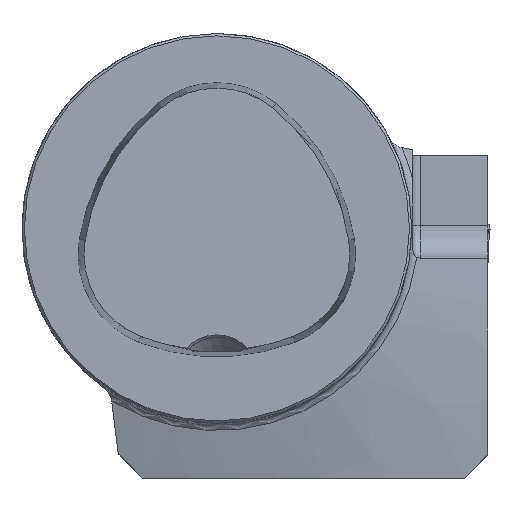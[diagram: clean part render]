
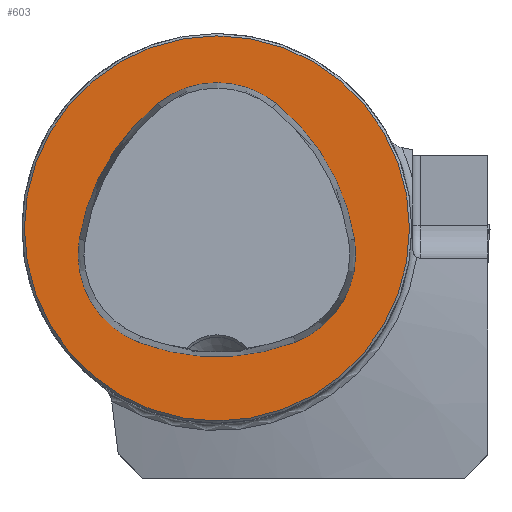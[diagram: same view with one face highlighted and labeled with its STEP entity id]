
A CAD part, top view. The second image highlights one B-rep face of the part: STEP entity #603.
In plain terms, the highlighted planar face has unit normal (0, 0, 1).
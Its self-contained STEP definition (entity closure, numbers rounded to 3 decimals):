
#120=FACE_BOUND('',#842,.T.);
#121=FACE_BOUND('',#843,.T.);
#172=PLANE('',#2286);
#603=ADVANCED_FACE('CU_FL_N1_SU_1',(#120,#121),#172,.T.);
#842=EDGE_LOOP('',(#1135,#1136,#1137,#1138,#1139,#1140));
#843=EDGE_LOOP('',(#1141));
#954=CIRCLE('',#2277,28.075);
#956=CIRCLE('',#2280,28.075);
#957=CIRCLE('',#2281,12.075);
#958=CIRCLE('',#2282,12.075);
#959=CIRCLE('',#2283,28.075);
#960=CIRCLE('',#2284,12.075);
#961=CIRCLE('',#2285,24.7);
#1135=ORIENTED_EDGE('',*,*,#1915,.F.);
#1136=ORIENTED_EDGE('',*,*,#1916,.F.);
#1137=ORIENTED_EDGE('',*,*,#1908,.F.);
#1138=ORIENTED_EDGE('',*,*,#1917,.F.);
#1139=ORIENTED_EDGE('',*,*,#1918,.F.);
#1140=ORIENTED_EDGE('',*,*,#1919,.F.);
#1141=ORIENTED_EDGE('',*,*,#1920,.T.);
#1689=VERTEX_POINT('',#3463);
#1690=VERTEX_POINT('',#3465);
#1696=VERTEX_POINT('',#3497);
#1697=VERTEX_POINT('',#3498);
#1698=VERTEX_POINT('',#3501);
#1699=VERTEX_POINT('',#3503);
#1700=VERTEX_POINT('',#3506);
#1908=EDGE_CURVE('',#1689,#1690,#954,.T.);
#1915=EDGE_CURVE('',#1696,#1697,#956,.T.);
#1916=EDGE_CURVE('',#1690,#1696,#957,.T.);
#1917=EDGE_CURVE('',#1698,#1689,#958,.T.);
#1918=EDGE_CURVE('',#1699,#1698,#959,.T.);
#1919=EDGE_CURVE('',#1697,#1699,#960,.T.);
#1920=EDGE_CURVE('',#1700,#1700,#961,.T.);
#2277=AXIS2_PLACEMENT_3D('',#3464,#2551,#2552);
#2280=AXIS2_PLACEMENT_3D('',#3496,#2558,#2559);
#2281=AXIS2_PLACEMENT_3D('',#3499,#2560,#2561);
#2282=AXIS2_PLACEMENT_3D('',#3500,#2562,#2563);
#2283=AXIS2_PLACEMENT_3D('',#3502,#2564,#2565);
#2284=AXIS2_PLACEMENT_3D('',#3504,#2566,#2567);
#2285=AXIS2_PLACEMENT_3D('',#3505,#2568,#2569);
#2286=AXIS2_PLACEMENT_3D('',#3507,#2570,#2571);
#2551=DIRECTION('',(0.,0.,1.));
#2552=DIRECTION('',(-1.,0.,0.));
#2558=DIRECTION('',(0.,0.,1.));
#2559=DIRECTION('',(-1.,0.,0.));
#2560=DIRECTION('',(0.,0.,1.));
#2561=DIRECTION('',(-1.,0.,0.));
#2562=DIRECTION('',(0.,0.,1.));
#2563=DIRECTION('',(-1.,0.,0.));
#2564=DIRECTION('',(0.,0.,1.));
#2565=DIRECTION('',(-1.,0.,0.));
#2566=DIRECTION('',(0.,0.,1.));
#2567=DIRECTION('',(-1.,0.,0.));
#2568=DIRECTION('',(0.,0.,1.));
#2569=DIRECTION('',(-1.,0.,0.));
#2570=DIRECTION('',(0.,0.,1.));
#2571=DIRECTION('',(-1.,0.,0.));
#3463=CARTESIAN_POINT('',(-10.05,-14.595,0.));
#3464=CARTESIAN_POINT('',(0.,11.62,0.));
#3465=CARTESIAN_POINT('',(10.05,-14.595,0.));
#3496=CARTESIAN_POINT('',(-10.078,-5.807,0.));
#3497=CARTESIAN_POINT('',(17.656,-1.443,0.));
#3498=CARTESIAN_POINT('',(7.606,15.999,0.));
#3499=CARTESIAN_POINT('',(5.727,-3.32,0.));
#3500=CARTESIAN_POINT('',(-5.727,-3.32,0.));
#3501=CARTESIAN_POINT('',(-17.656,-1.443,0.));
#3502=CARTESIAN_POINT('',(10.078,-5.807,0.));
#3503=CARTESIAN_POINT('',(-7.606,15.999,0.));
#3504=CARTESIAN_POINT('',(0.,6.62,0.));
#3505=CARTESIAN_POINT('',(0.,0.,0.));
#3506=CARTESIAN_POINT('',(-24.7,0.,0.));
#3507=CARTESIAN_POINT('',(0.,0.,0.));
